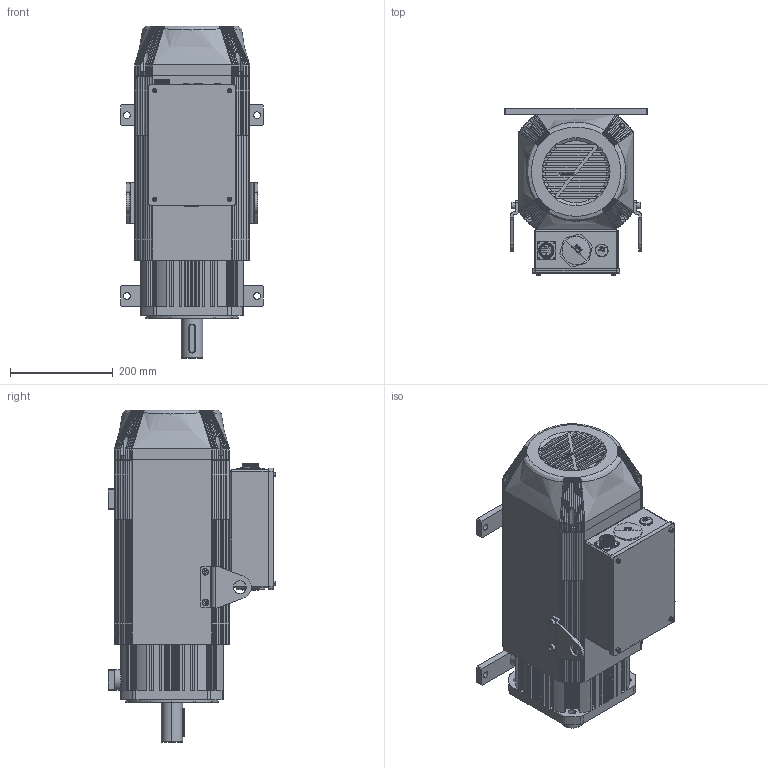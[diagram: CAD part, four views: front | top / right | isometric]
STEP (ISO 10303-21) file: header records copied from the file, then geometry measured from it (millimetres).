
FILE_DESCRIPTION (( 'STEP AP203' ), '1' );
FILE_NAME ('10002030101-0037-SV-X7VMM20-18D15CH-DB0F-0BH-5僇俋倛芞.STEP', '2025-10-29T03:36:44', ( '' ), ( '' ), 'SwSTEP 2.0', 'SolidWorks 2021', '' );
FILE_SCHEMA (( 'CONFIG_CONTROL_DESIGN' ));
Products named in the file (1): 10002030101-0037-SV-X7VMM20-18D15CH-DB0F-0BH-5僇俋倛芞
Bounding box: 278 x 326.5 x 647.4 mm (x, y, z)
Volume: 24949444.2 mm3; surface area: 1192593.4 mm2
Topology: 8 solids, 43 shells, 3828 faces, 10470 edges, 6679 vertices
Faces by surface type: plane 1637, cylinder 1200, bspline 459, cone 240, torus 183, sphere 109
Entity records: 162789 total; most frequent: CARTESIAN_POINT 68501, ORIENTED_EDGE 20500, DIRECTION 18875, EDGE_CURVE 10250, AXIS2_PLACEMENT_3D 6941, VERTEX_POINT 6623, VECTOR 4993, LINE 4993
